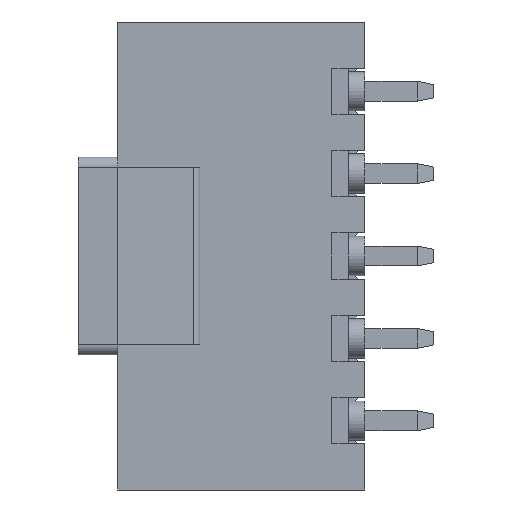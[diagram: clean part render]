
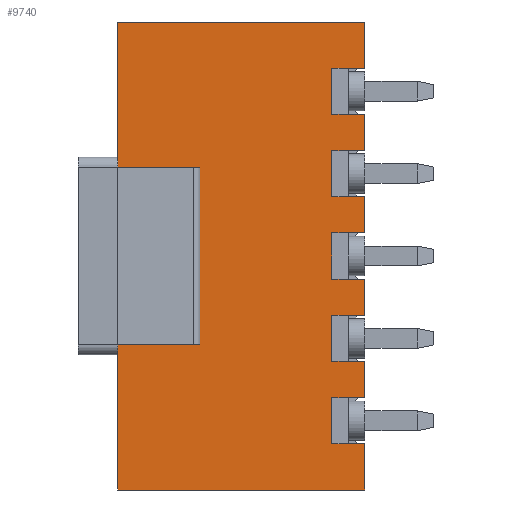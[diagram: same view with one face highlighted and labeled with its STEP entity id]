
A CAD part, front view. The second image highlights one B-rep face of the part: STEP entity #9740.
In plain terms, the highlighted planar face has unit normal (0, -1, 0).
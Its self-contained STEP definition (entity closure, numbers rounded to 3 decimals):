
#1630=CARTESIAN_POINT('',(-3.039,-17.222,6.15));
#1640=VERTEX_POINT('',#1630);
#1670=CARTESIAN_POINT('',(-3.039,-17.222,-2.034));
#1680=DIRECTION('',(0.,0.,1.));
#1690=VECTOR('',#1680,1.);
#1700=LINE('',#1670,#1690);
#1710=CARTESIAN_POINT('',(-3.039,-17.222,0.3));
#1720=VERTEX_POINT('',#1710);
#1730=EDGE_CURVE('',#1720,#1640,#1700,.T.);
#7290=CARTESIAN_POINT('',(4.461,-17.222,4.75));
#7300=VERTEX_POINT('',#7290);
#7450=CARTESIAN_POINT('',(3.461,-17.222,4.75));
#7460=VERTEX_POINT('',#7450);
#7490=CARTESIAN_POINT('',(-3.039,-17.222,4.75));
#7500=DIRECTION('',(1.,0.,0.));
#7510=VECTOR('',#7500,1.);
#7520=LINE('',#7490,#7510);
#7530=EDGE_CURVE('',#7460,#7300,#7520,.T.);
#7650=CARTESIAN_POINT('',(-1.148,-17.222,-12.087
));
#7660=DIRECTION('',(0.,-1.,0.));
#7670=DIRECTION('',(1.,0.,0.));
#7680=AXIS2_PLACEMENT_3D('',#7650,#7660,#7670);
#7690=PLANE('',#7680);
#7700=CARTESIAN_POINT('',(-3.039,-17.222,3.35));
#7710=DIRECTION('',(-1.,0.,0.));
#7720=VECTOR('',#7710,1.);
#7730=LINE('',#7700,#7720);
#7740=CARTESIAN_POINT('',(4.461,-17.222,3.35));
#7750=VERTEX_POINT('',#7740);
#7760=CARTESIAN_POINT('',(3.461,-17.222,3.35));
#7770=VERTEX_POINT('',#7760);
#7780=EDGE_CURVE('',#7750,#7770,#7730,.T.);
#7790=ORIENTED_EDGE('',*,*,#7780,.T.);
#7800=CARTESIAN_POINT('',(4.461,-17.222,0.466));
#7810=DIRECTION('',(0.,0.,-1.));
#7820=VECTOR('',#7810,1.);
#7830=LINE('',#7800,#7820);
#7840=CARTESIAN_POINT('',(4.461,-17.222,2.25));
#7850=VERTEX_POINT('',#7840);
#7860=EDGE_CURVE('',#7750,#7850,#7830,.T.);
#7870=ORIENTED_EDGE('',*,*,#7860,.F.);
#7880=CARTESIAN_POINT('',(-3.039,-17.222,2.25));
#7890=DIRECTION('',(1.,0.,0.));
#7900=VECTOR('',#7890,1.);
#7910=LINE('',#7880,#7900);
#7920=CARTESIAN_POINT('',(3.461,-17.222,2.25));
#7930=VERTEX_POINT('',#7920);
#7940=EDGE_CURVE('',#7930,#7850,#7910,.T.);
#7950=ORIENTED_EDGE('',*,*,#7940,.T.);
#7960=CARTESIAN_POINT('',(3.461,-17.222,0.466));
#7970=DIRECTION('',(0.,0.,1.));
#7980=VECTOR('',#7970,1.);
#7990=LINE('',#7960,#7980);
#8000=CARTESIAN_POINT('',(3.461,-17.222,0.85));
#8010=VERTEX_POINT('',#8000);
#8020=EDGE_CURVE('',#8010,#7930,#7990,.T.);
#8030=ORIENTED_EDGE('',*,*,#8020,.T.);
#8040=CARTESIAN_POINT('',(-3.039,-17.222,0.85));
#8050=DIRECTION('',(-1.,0.,0.));
#8060=VECTOR('',#8050,1.);
#8070=LINE('',#8040,#8060);
#8080=CARTESIAN_POINT('',(4.461,-17.222,0.85));
#8090=VERTEX_POINT('',#8080);
#8100=EDGE_CURVE('',#8090,#8010,#8070,.T.);
#8110=ORIENTED_EDGE('',*,*,#8100,.T.);
#8120=CARTESIAN_POINT('',(4.461,-17.222,-2.034));
#8130=DIRECTION('',(0.,0.,-1.));
#8140=VECTOR('',#8130,1.);
#8150=LINE('',#8120,#8140);
#8160=CARTESIAN_POINT('',(4.461,-17.222,-0.25));
#8170=VERTEX_POINT('',#8160);
#8180=EDGE_CURVE('',#8090,#8170,#8150,.T.);
#8190=ORIENTED_EDGE('',*,*,#8180,.F.);
#8200=CARTESIAN_POINT('',(-3.039,-17.222,-0.25));
#8210=DIRECTION('',(1.,0.,0.));
#8220=VECTOR('',#8210,1.);
#8230=LINE('',#8200,#8220);
#8240=CARTESIAN_POINT('',(3.461,-17.222,-0.25));
#8250=VERTEX_POINT('',#8240);
#8260=EDGE_CURVE('',#8250,#8170,#8230,.T.);
#8270=ORIENTED_EDGE('',*,*,#8260,.T.);
#8280=CARTESIAN_POINT('',(3.461,-17.222,-2.034));
#8290=DIRECTION('',(0.,0.,1.));
#8300=VECTOR('',#8290,1.);
#8310=LINE('',#8280,#8300);
#8320=CARTESIAN_POINT('',(3.461,-17.222,-1.65));
#8330=VERTEX_POINT('',#8320);
#8340=EDGE_CURVE('',#8330,#8250,#8310,.T.);
#8350=ORIENTED_EDGE('',*,*,#8340,.T.);
#8360=CARTESIAN_POINT('',(-3.039,-17.222,-1.65));
#8370=DIRECTION('',(-1.,0.,0.));
#8380=VECTOR('',#8370,1.);
#8390=LINE('',#8360,#8380);
#8400=CARTESIAN_POINT('',(4.461,-17.222,-1.65));
#8410=VERTEX_POINT('',#8400);
#8420=EDGE_CURVE('',#8410,#8330,#8390,.T.);
#8430=ORIENTED_EDGE('',*,*,#8420,.T.);
#8440=CARTESIAN_POINT('',(4.461,-17.222,-4.534));
#8450=DIRECTION('',(0.,0.,-1.));
#8460=VECTOR('',#8450,1.);
#8470=LINE('',#8440,#8460);
#8480=CARTESIAN_POINT('',(4.461,-17.222,-2.75));
#8490=VERTEX_POINT('',#8480);
#8500=EDGE_CURVE('',#8410,#8490,#8470,.T.);
#8510=ORIENTED_EDGE('',*,*,#8500,.F.);
#8520=CARTESIAN_POINT('',(-3.039,-17.222,-2.75));
#8530=DIRECTION('',(1.,0.,0.));
#8540=VECTOR('',#8530,1.);
#8550=LINE('',#8520,#8540);
#8560=CARTESIAN_POINT('',(3.461,-17.222,-2.75));
#8570=VERTEX_POINT('',#8560);
#8580=EDGE_CURVE('',#8570,#8490,#8550,.T.);
#8590=ORIENTED_EDGE('',*,*,#8580,.T.);
#8600=CARTESIAN_POINT('',(3.461,-17.222,-4.534));
#8610=DIRECTION('',(0.,0.,1.));
#8620=VECTOR('',#8610,1.);
#8630=LINE('',#8600,#8620);
#8640=CARTESIAN_POINT('',(3.461,-17.222,-4.15));
#8650=VERTEX_POINT('',#8640);
#8660=EDGE_CURVE('',#8650,#8570,#8630,.T.);
#8670=ORIENTED_EDGE('',*,*,#8660,.T.);
#8680=CARTESIAN_POINT('',(-3.039,-17.222,-4.15));
#8690=DIRECTION('',(-1.,0.,0.));
#8700=VECTOR('',#8690,1.);
#8710=LINE('',#8680,#8700);
#8720=CARTESIAN_POINT('',(4.461,-17.222,-4.15));
#8730=VERTEX_POINT('',#8720);
#8740=EDGE_CURVE('',#8730,#8650,#8710,.T.);
#8750=ORIENTED_EDGE('',*,*,#8740,.T.);
#8760=CARTESIAN_POINT('',(4.461,-17.222,-7.034));
#8770=DIRECTION('',(0.,0.,-1.));
#8780=VECTOR('',#8770,1.);
#8790=LINE('',#8760,#8780);
#8800=CARTESIAN_POINT('',(4.461,-17.222,-5.25));
#8810=VERTEX_POINT('',#8800);
#8820=EDGE_CURVE('',#8730,#8810,#8790,.T.);
#8830=ORIENTED_EDGE('',*,*,#8820,.F.);
#8840=CARTESIAN_POINT('',(-3.039,-17.222,-5.25));
#8850=DIRECTION('',(1.,0.,0.));
#8860=VECTOR('',#8850,1.);
#8870=LINE('',#8840,#8860);
#8880=CARTESIAN_POINT('',(3.461,-17.222,-5.25));
#8890=VERTEX_POINT('',#8880);
#8900=EDGE_CURVE('',#8890,#8810,#8870,.T.);
#8910=ORIENTED_EDGE('',*,*,#8900,.T.);
#8920=CARTESIAN_POINT('',(3.461,-17.222,-7.034));
#8930=DIRECTION('',(0.,0.,1.));
#8940=VECTOR('',#8930,1.);
#8950=LINE('',#8920,#8940);
#8960=CARTESIAN_POINT('',(3.461,-17.222,-6.65));
#8970=VERTEX_POINT('',#8960);
#8980=EDGE_CURVE('',#8970,#8890,#8950,.T.);
#8990=ORIENTED_EDGE('',*,*,#8980,.T.);
#9000=CARTESIAN_POINT('',(-3.039,-17.222,-6.65));
#9010=DIRECTION('',(-1.,0.,0.));
#9020=VECTOR('',#9010,1.);
#9030=LINE('',#9000,#9020);
#9040=CARTESIAN_POINT('',(4.461,-17.222,-6.65));
#9050=VERTEX_POINT('',#9040);
#9060=EDGE_CURVE('',#9050,#8970,#9030,.T.);
#9070=ORIENTED_EDGE('',*,*,#9060,.T.);
#9080=CARTESIAN_POINT('',(4.461,-17.222,-7.034));
#9090=DIRECTION('',(0.,0.,-1.));
#9100=VECTOR('',#9090,1.);
#9110=LINE('',#9080,#9100);
#9120=CARTESIAN_POINT('',(4.461,-17.222,-8.05));
#9130=VERTEX_POINT('',#9120);
#9140=EDGE_CURVE('',#9050,#9130,#9110,.T.);
#9150=ORIENTED_EDGE('',*,*,#9140,.F.);
#9160=CARTESIAN_POINT('',(-3.039,-17.222,-8.05));
#9170=DIRECTION('',(-1.,0.,0.));
#9180=VECTOR('',#9170,1.);
#9190=LINE('',#9160,#9180);
#9200=CARTESIAN_POINT('',(-3.039,-17.222,-8.05));
#9210=VERTEX_POINT('',#9200);
#9220=EDGE_CURVE('',#9130,#9210,#9190,.T.);
#9230=ORIENTED_EDGE('',*,*,#9220,.F.);
#9240=CARTESIAN_POINT('',(-3.039,-17.222,-2.2));
#9250=VERTEX_POINT('',#9240);
#9260=EDGE_CURVE('',#9210,#9250,#1700,.T.);
#9270=ORIENTED_EDGE('',*,*,#9260,.F.);
#9280=CARTESIAN_POINT('',(-3.039,-17.222,-2.2));
#9290=DIRECTION('',(1.,0.,0.));
#9300=VECTOR('',#9290,1.);
#9310=LINE('',#9280,#9300);
#9320=CARTESIAN_POINT('',(-2.689,-17.222,-2.2));
#9330=VERTEX_POINT('',#9320);
#9340=EDGE_CURVE('',#9250,#9330,#9310,.T.);
#9350=ORIENTED_EDGE('',*,*,#9340,.F.);
#9360=CARTESIAN_POINT('',(-2.689,-17.222,0.466));
#9370=DIRECTION('',(0.,0.,1.));
#9380=VECTOR('',#9370,1.);
#9390=LINE('',#9360,#9380);
#9400=CARTESIAN_POINT('',(-2.689,-17.222,0.3));
#9410=VERTEX_POINT('',#9400);
#9420=EDGE_CURVE('',#9330,#9410,#9390,.T.);
#9430=ORIENTED_EDGE('',*,*,#9420,.F.);
#9440=CARTESIAN_POINT('',(-3.039,-17.222,0.3));
#9450=DIRECTION('',(-1.,0.,0.));
#9460=VECTOR('',#9450,1.);
#9470=LINE('',#9440,#9460);
#9480=EDGE_CURVE('',#9410,#1720,#9470,.T.);
#9490=ORIENTED_EDGE('',*,*,#9480,.F.);
#9500=ORIENTED_EDGE('',*,*,#1730,.F.);
#9510=CARTESIAN_POINT('',(-3.039,-17.222,6.15));
#9520=DIRECTION('',(1.,0.,0.));
#9530=VECTOR('',#9520,1.);
#9540=LINE('',#9510,#9530);
#9550=CARTESIAN_POINT('',(4.461,-17.222,6.15));
#9560=VERTEX_POINT('',#9550);
#9570=EDGE_CURVE('',#1640,#9560,#9540,.T.);
#9580=ORIENTED_EDGE('',*,*,#9570,.F.);
#9590=CARTESIAN_POINT('',(4.461,-17.222,0.466));
#9600=DIRECTION('',(0.,0.,-1.));
#9610=VECTOR('',#9600,1.);
#9620=LINE('',#9590,#9610);
#9630=EDGE_CURVE('',#9560,#7300,#9620,.T.);
#9640=ORIENTED_EDGE('',*,*,#9630,.F.);
#9650=ORIENTED_EDGE('',*,*,#7530,.T.);
#9660=CARTESIAN_POINT('',(3.461,-17.222,0.466));
#9670=DIRECTION('',(0.,0.,1.));
#9680=VECTOR('',#9670,1.);
#9690=LINE('',#9660,#9680);
#9700=EDGE_CURVE('',#7770,#7460,#9690,.T.);
#9710=ORIENTED_EDGE('',*,*,#9700,.T.);
#9720=EDGE_LOOP('',(#9710,#9650,#9640,#9580,#9500,#9490,#9430,#9350,
#9270,#9230,#9150,#9070,#8990,#8910,#8830,#8750,#8670,#8590,#8510,#8430,
#8350,#8270,#8190,#8110,#8030,#7950,#7870,#7790));
#9730=FACE_OUTER_BOUND('',#9720,.T.);
#9740=ADVANCED_FACE('',(#9730),#7690,.T.);
